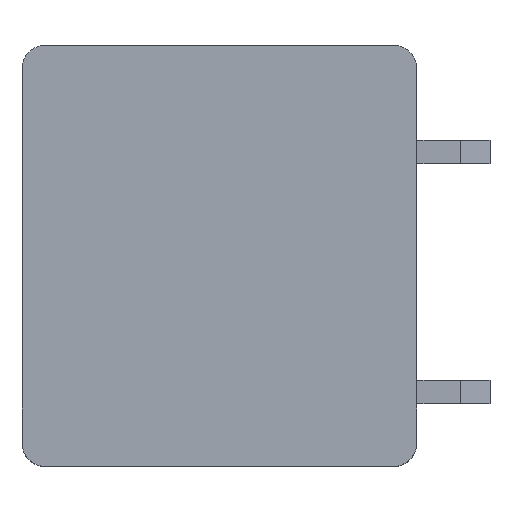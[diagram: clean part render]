
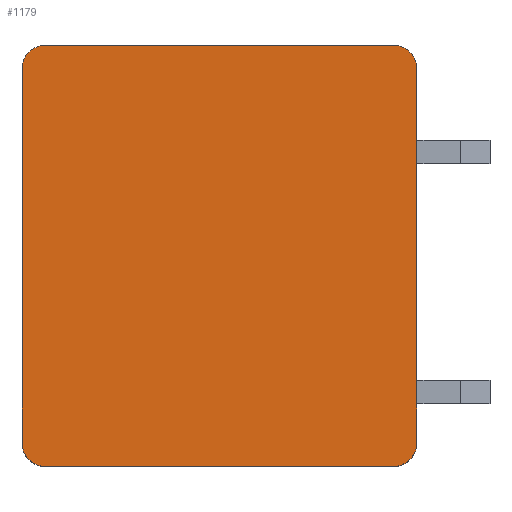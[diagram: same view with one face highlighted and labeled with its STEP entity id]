
A CAD part, top view. The second image highlights one B-rep face of the part: STEP entity #1179.
In plain terms, the highlighted planar face has unit normal (0, 0, 1).
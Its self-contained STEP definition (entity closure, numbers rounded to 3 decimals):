
#217=CARTESIAN_POINT('',(-5.95,6.4,2.5));
#218=DIRECTION('',(0.,0.,1.));
#219=DIRECTION('',(0.,1.,0.));
#220=AXIS2_PLACEMENT_3D('',#217,#218,#219);
#222=DIRECTION('',(-1.,0.,0.));
#223=VECTOR('',#222,11.9);
#224=CARTESIAN_POINT('',(5.95,7.2,2.5));
#225=LINE('',#224,#223);
#226=CARTESIAN_POINT('',(5.95,6.4,2.5));
#227=DIRECTION('',(0.,0.,1.));
#228=DIRECTION('',(1.,0.,0.));
#229=AXIS2_PLACEMENT_3D('',#226,#227,#228);
#231=DIRECTION('',(0.,1.,0.));
#232=VECTOR('',#231,12.8);
#233=CARTESIAN_POINT('',(6.75,-6.4,2.5));
#234=LINE('',#233,#232);
#235=CARTESIAN_POINT('',(5.95,-6.4,2.5));
#236=DIRECTION('',(0.,0.,1.));
#237=DIRECTION('',(0.,-1.,0.));
#238=AXIS2_PLACEMENT_3D('',#235,#236,#237);
#240=DIRECTION('',(1.,0.,0.));
#241=VECTOR('',#240,11.9);
#242=CARTESIAN_POINT('',(-5.95,-7.2,2.5));
#243=LINE('',#242,#241);
#244=CARTESIAN_POINT('',(-5.95,-6.4,2.5));
#245=DIRECTION('',(0.,0.,1.));
#246=DIRECTION('',(-1.,0.,0.));
#247=AXIS2_PLACEMENT_3D('',#244,#245,#246);
#249=DIRECTION('',(0.,-1.,0.));
#250=VECTOR('',#249,12.8);
#251=CARTESIAN_POINT('',(-6.75,6.4,2.5));
#252=LINE('',#251,#250);
#766=CARTESIAN_POINT('',(-5.95,7.2,2.5));
#767=VERTEX_POINT('',#766);
#768=CARTESIAN_POINT('',(-6.75,6.4,2.5));
#769=VERTEX_POINT('',#768);
#774=CARTESIAN_POINT('',(6.75,6.4,2.5));
#775=VERTEX_POINT('',#774);
#776=CARTESIAN_POINT('',(5.95,7.2,2.5));
#777=VERTEX_POINT('',#776);
#782=CARTESIAN_POINT('',(-6.75,-6.4,2.5));
#783=VERTEX_POINT('',#782);
#784=CARTESIAN_POINT('',(-5.95,-7.2,2.5));
#785=VERTEX_POINT('',#784);
#790=CARTESIAN_POINT('',(5.95,-7.2,2.5));
#791=VERTEX_POINT('',#790);
#792=CARTESIAN_POINT('',(6.75,-6.4,2.5));
#793=VERTEX_POINT('',#792);
#1164=CARTESIAN_POINT('',(0.,0.,2.5));
#1165=DIRECTION('',(0.,0.,1.));
#1166=DIRECTION('',(1.,0.,0.));
#1167=AXIS2_PLACEMENT_3D('',#1164,#1165,#1166);
#1168=PLANE('',#1167);
#1169=ORIENTED_EDGE('',*,*,#988,.F.);
#1170=ORIENTED_EDGE('',*,*,#1004,.F.);
#1171=ORIENTED_EDGE('',*,*,#1041,.F.);
#1172=ORIENTED_EDGE('',*,*,#1056,.F.);
#1173=ORIENTED_EDGE('',*,*,#1089,.F.);
#1174=ORIENTED_EDGE('',*,*,#1102,.F.);
#1175=ORIENTED_EDGE('',*,*,#1145,.F.);
#1176=ORIENTED_EDGE('',*,*,#1157,.F.);
#1177=EDGE_LOOP('',(#1169,#1170,#1171,#1172,#1173,#1174,#1175,#1176));
#1178=FACE_OUTER_BOUND('',#1177,.F.);
#221=CIRCLE('',#220,0.8);
#230=CIRCLE('',#229,0.8);
#239=CIRCLE('',#238,0.8);
#248=CIRCLE('',#247,0.8);
#988=EDGE_CURVE('',#767,#769,#221,.T.);
#1004=EDGE_CURVE('',#777,#767,#225,.T.);
#1041=EDGE_CURVE('',#775,#777,#230,.T.);
#1056=EDGE_CURVE('',#793,#775,#234,.T.);
#1089=EDGE_CURVE('',#791,#793,#239,.T.);
#1102=EDGE_CURVE('',#785,#791,#243,.T.);
#1145=EDGE_CURVE('',#783,#785,#248,.T.);
#1157=EDGE_CURVE('',#769,#783,#252,.T.);
#1179=ADVANCED_FACE('',(#1178),#1168,.T.);
